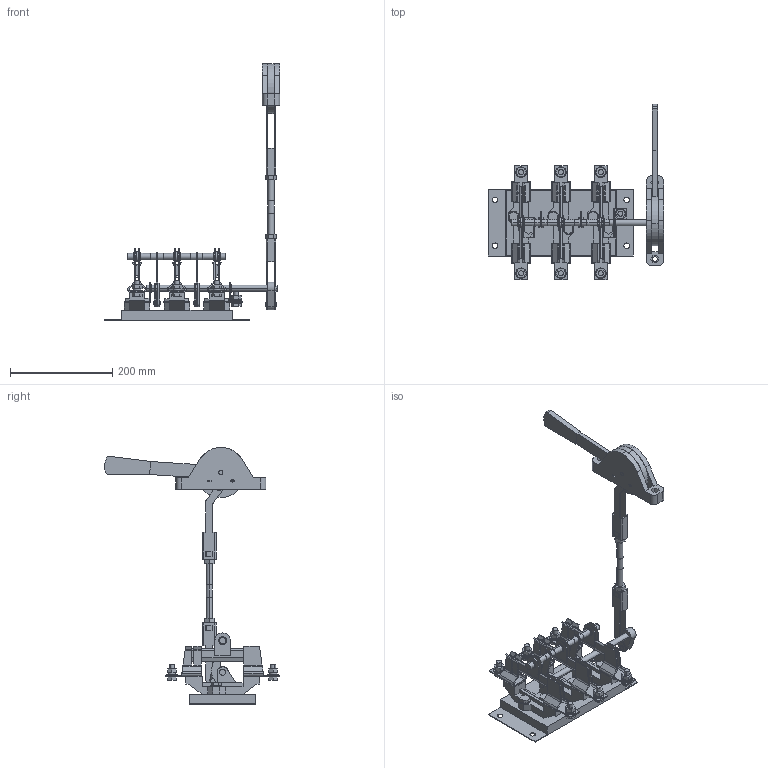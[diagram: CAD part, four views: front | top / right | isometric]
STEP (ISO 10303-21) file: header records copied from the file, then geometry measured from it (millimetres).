
FILE_DESCRIPTION (( 'STEP AP214' ), '1' );
FILE_NAME ('PE-31140-0400 Ðàçúåäèíèòåëü ÐÅ19-37-31140 400À IEK.STEP', '2018-05-24T11:59:03', ( '' ), ( '' ), 'SwSTEP 2.0', 'SolidWorks 2014', '' );
FILE_SCHEMA (( 'AUTOMOTIVE_DESIGN' ));
Length unit declared in the file: millimetre
Products named in the file (1): PE-31140-0400 Ðàçúåäèíèòåëü ÐÅ19-37-31140  400À IEK
Bounding box: 343.15 x 342.69 x 502.91 mm (x, y, z)
Volume: 1009921.9 mm3; surface area: 449862.9 mm2
Topology: 25 solids, 25 shells, 1472 faces, 3843 edges, 2520 vertices
Faces by surface type: plane 906, cylinder 534, cone 24, bspline 8
Entity records: 45709 total; most frequent: CARTESIAN_POINT 8538, ORIENTED_EDGE 7686, DIRECTION 7631, EDGE_CURVE 3843, VECTOR 2629, LINE 2629, VERTEX_POINT 2520, AXIS2_PLACEMENT_3D 2501
